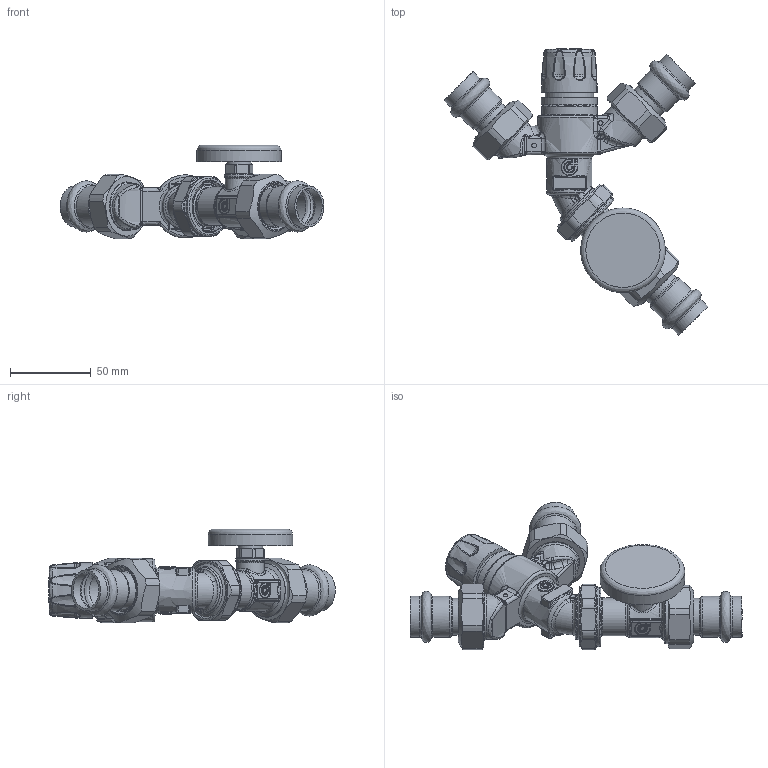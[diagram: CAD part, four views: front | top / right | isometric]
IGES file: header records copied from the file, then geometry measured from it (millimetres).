
Global section: file name: 520516A; native system: Autodesk Inventor 2024; preprocessor: unknown; author: ischreiner; date: 20250627.104227; units: inch
Bounding box: 163.23 x 177.34 x 57.97 mm (x, y, z)
Volume: 231361 mm3; surface area: 75506.6 mm2
Topology: 12 solids, 12 shells, 1473 faces, 3443 edges, 1903 vertices
Faces by surface type: bspline 1473
